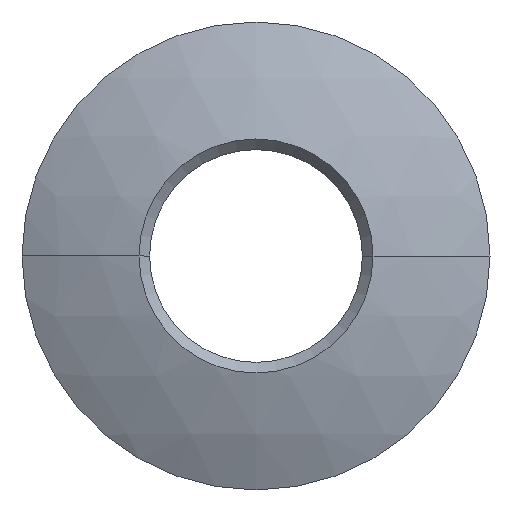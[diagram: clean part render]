
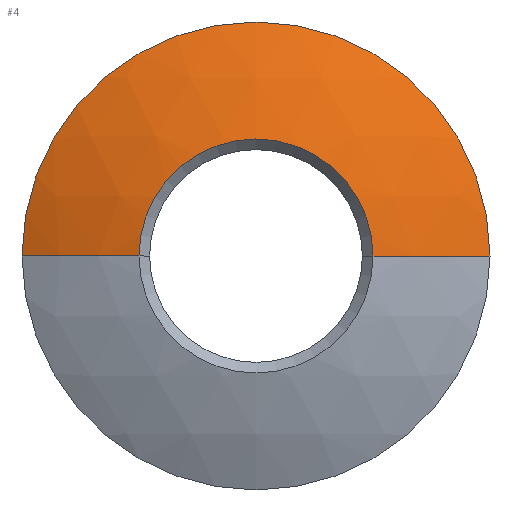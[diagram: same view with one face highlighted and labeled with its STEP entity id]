
A CAD part, front view. The second image highlights one B-rep face of the part: STEP entity #4.
In plain terms, the highlighted spherical face has radius 25 mm.
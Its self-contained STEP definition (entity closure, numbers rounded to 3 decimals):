
#2 = ORIENTED_EDGE ( 'NONE', *, *, #8, .F. ) ;
#4 = ADVANCED_FACE ( 'NONE', ( #243 ), #236, .T. ) ;
#5 = EDGE_CURVE ( 'NONE', #1107, #1094, #241, .T. ) ;
#7 = ORIENTED_EDGE ( 'NONE', *, *, #5, .T. ) ;
#8 = EDGE_CURVE ( 'NONE', #1102, #1094, #238, .T. ) ;
#95 = EDGE_CURVE ( 'NONE', #1105, #1102, #276, .T. ) ;
#97 = ORIENTED_EDGE ( 'NONE', *, *, #95, .F. ) ;
#224 = DIRECTION ( 'NONE',  ( 1., 0., 0. ) ) ;
#225 = DIRECTION ( 'NONE',  ( 0., -1., 0. ) ) ;
#226 = CARTESIAN_POINT ( 'NONE',  ( 0., 0., 0. ) ) ;
#227 = AXIS2_PLACEMENT_3D ( 'NONE', #226, #225, #224 ) ;
#230 = DIRECTION ( 'NONE',  ( 1., 0., 0. ) ) ;
#231 = DIRECTION ( 'NONE',  ( 0., 0., 1. ) ) ;
#232 = AXIS2_PLACEMENT_3D ( 'NONE', #237, #231, #230 ) ;
#233 = DIRECTION ( 'NONE',  ( 1., 0., 0. ) ) ;
#234 = DIRECTION ( 'NONE',  ( 0., 0., 1. ) ) ;
#235 = AXIS2_PLACEMENT_3D ( 'NONE', #244, #234, #233 ) ;
#236 = SPHERICAL_SURFACE ( 'NONE', #235, 25. ) ;
#237 = CARTESIAN_POINT ( 'NONE',  ( 0., 24.387, 0. ) ) ;
#238 = CIRCLE ( 'NONE', #227, 5.5 ) ;
#241 = CIRCLE ( 'NONE', #232, 25. ) ;
#243 = FACE_OUTER_BOUND ( 'NONE', #1164, .T. ) ;
#244 = CARTESIAN_POINT ( 'NONE',  ( 0., 24.387, 0. ) ) ;
#274 = DIRECTION ( 'NONE',  ( -1., 0., 0. ) ) ;
#275 = AXIS2_PLACEMENT_3D ( 'NONE', #393, #396, #274 ) ;
#276 = CIRCLE ( 'NONE', #275, 25. ) ;
#393 = CARTESIAN_POINT ( 'NONE',  ( 0., 24.387, 0. ) ) ;
#396 = DIRECTION ( 'NONE',  ( 0., 0., -1. ) ) ;
#704 = CARTESIAN_POINT ( 'NONE',  ( 0., 1.938, 0. ) ) ;
#707 = CIRCLE ( 'NONE', #716, 11. ) ;
#709 = CARTESIAN_POINT ( 'NONE',  ( 5.5, 0., 0. ) ) ;
#716 = AXIS2_PLACEMENT_3D ( 'NONE', #704, #808, #807 ) ;
#718 = CARTESIAN_POINT ( 'NONE',  ( -5.5, 0., 0. ) ) ;
#807 = DIRECTION ( 'NONE',  ( 1., 0., 0. ) ) ;
#808 = DIRECTION ( 'NONE',  ( 0., -1., 0. ) ) ;
#813 = CARTESIAN_POINT ( 'NONE',  ( 11., 1.938, 0. ) ) ;
#817 = CARTESIAN_POINT ( 'NONE',  ( -11., 1.938, 0. ) ) ;
#1094 = VERTEX_POINT ( 'NONE', #718 ) ;
#1102 = VERTEX_POINT ( 'NONE', #709 ) ;
#1104 = EDGE_CURVE ( 'NONE', #1105, #1107, #707, .T. ) ;
#1105 = VERTEX_POINT ( 'NONE', #813 ) ;
#1107 = VERTEX_POINT ( 'NONE', #817 ) ;
#1164 = EDGE_LOOP ( 'NONE', ( #1166, #7, #2, #97 ) ) ;
#1166 = ORIENTED_EDGE ( 'NONE', *, *, #1104, .T. ) ;
